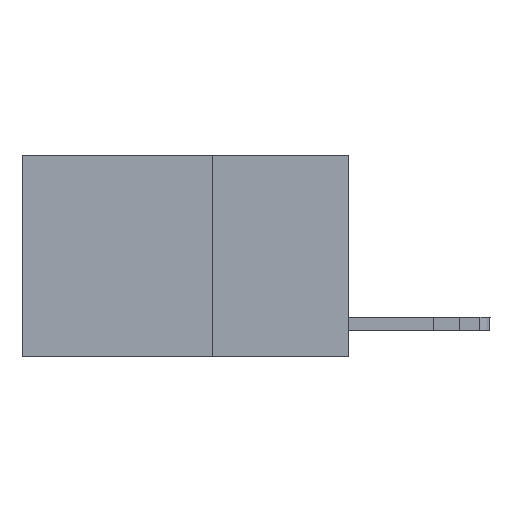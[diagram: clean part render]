
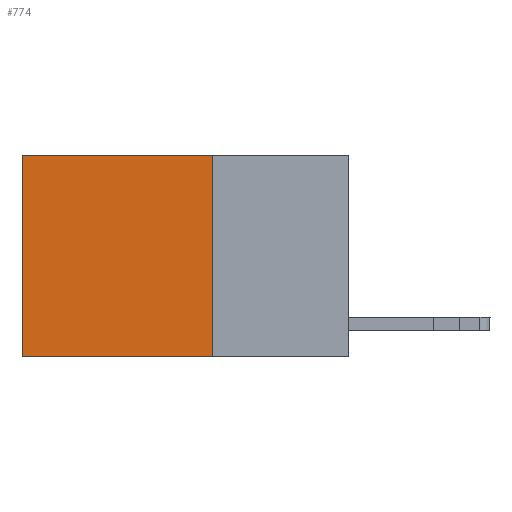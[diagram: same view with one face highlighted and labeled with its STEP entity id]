
A CAD part, left-side view. The second image highlights one B-rep face of the part: STEP entity #774.
In plain terms, the highlighted planar face has unit normal (-1, 0, 0).
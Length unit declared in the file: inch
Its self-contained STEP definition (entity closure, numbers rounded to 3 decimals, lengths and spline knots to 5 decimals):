
#356 = CARTESIAN_POINT ( 'NONE',  ( 0.2625, 0.25, -0.37 ) ) ;
#558 = VERTEX_POINT ( 'NONE', #7578 ) ;
#774 = ADVANCED_FACE ( 'NONE', ( #3275 ), #1421, .F. ) ;
#1025 = EDGE_CURVE ( 'NONE', #7358, #9917, #20232, .T. ) ;
#1348 = ORIENTED_EDGE ( 'NONE', *, *, #1025, .F. ) ;
#1421 = PLANE ( 'NONE',  #7665 ) ;
#1491 = DIRECTION ( 'NONE',  ( 1., 0., 0. ) ) ;
#1985 = EDGE_LOOP ( 'NONE', ( #10828, #2078, #1348, #16049 ) ) ;
#2018 = LINE ( 'NONE', #14233, #10394 ) ;
#2078 = ORIENTED_EDGE ( 'NONE', *, *, #19945, .F. ) ;
#3090 = CARTESIAN_POINT ( 'NONE',  ( 0.2625, 0.25, 0. ) ) ;
#3275 = FACE_OUTER_BOUND ( 'NONE', #1985, .T. ) ;
#4263 = DIRECTION ( 'NONE',  ( 0., 1., 0. ) ) ;
#4923 = LINE ( 'NONE', #20820, #14293 ) ;
#5681 = EDGE_CURVE ( 'NONE', #7939, #558, #4923, .T. ) ;
#7105 = CARTESIAN_POINT ( 'NONE',  ( 0.2625, 0.25, 0. ) ) ;
#7109 = DIRECTION ( 'NONE',  ( 0., 0., -1. ) ) ;
#7358 = VERTEX_POINT ( 'NONE', #7105 ) ;
#7578 = CARTESIAN_POINT ( 'NONE',  ( 0.2625, 0.6, -0.37 ) ) ;
#7665 = AXIS2_PLACEMENT_3D ( 'NONE', #3090, #1491, #13146 ) ;
#7939 = VERTEX_POINT ( 'NONE', #10208 ) ;
#8686 = CARTESIAN_POINT ( 'NONE',  ( 0.2625, 0.25, 0. ) ) ;
#9917 = VERTEX_POINT ( 'NONE', #356 ) ;
#10208 = CARTESIAN_POINT ( 'NONE',  ( 0.2625, 0.6, 0. ) ) ;
#10394 = VECTOR ( 'NONE', #4263, 39.37008 ) ;
#10788 = DIRECTION ( 'NONE',  ( 0., 0., -1. ) ) ;
#10828 = ORIENTED_EDGE ( 'NONE', *, *, #5681, .T. ) ;
#11069 = VECTOR ( 'NONE', #20327, 39.37008 ) ;
#12044 = CARTESIAN_POINT ( 'NONE',  ( 0.2625, 0.25, 0. ) ) ;
#13146 = DIRECTION ( 'NONE',  ( 0., 0., -1. ) ) ;
#14233 = CARTESIAN_POINT ( 'NONE',  ( 0.2625, 0.25, -0.37 ) ) ;
#14293 = VECTOR ( 'NONE', #10788, 39.37008 ) ;
#14996 = LINE ( 'NONE', #8686, #11069 ) ;
#15785 = VECTOR ( 'NONE', #7109, 39.37008 ) ;
#16049 = ORIENTED_EDGE ( 'NONE', *, *, #17255, .T. ) ;
#17255 = EDGE_CURVE ( 'NONE', #7358, #7939, #14996, .T. ) ;
#19945 = EDGE_CURVE ( 'NONE', #9917, #558, #2018, .T. ) ;
#20232 = LINE ( 'NONE', #12044, #15785 ) ;
#20327 = DIRECTION ( 'NONE',  ( 0., 1., 0. ) ) ;
#20820 = CARTESIAN_POINT ( 'NONE',  ( 0.2625, 0.6, 0. ) ) ;
